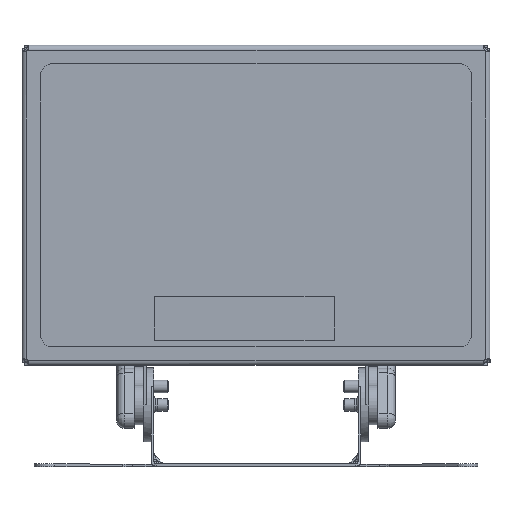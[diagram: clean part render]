
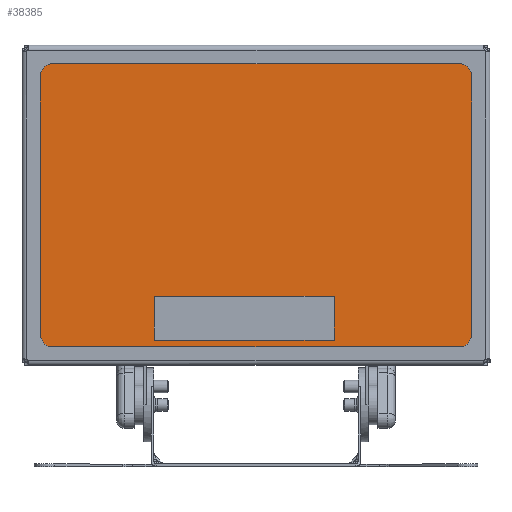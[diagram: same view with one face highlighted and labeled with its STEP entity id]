
A CAD part, top view. The second image highlights one B-rep face of the part: STEP entity #38385.
In plain terms, the highlighted planar face has unit normal (0, 0, 1).
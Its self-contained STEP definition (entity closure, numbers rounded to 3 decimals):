
#3136=LINE('',#62132,#6797);
#3137=LINE('',#62136,#6798);
#3138=LINE('',#62140,#6799);
#3139=LINE('',#62143,#6800);
#3140=LINE('',#62148,#6801);
#3141=LINE('',#62152,#6802);
#3142=LINE('',#62156,#6803);
#3143=LINE('',#62159,#6804);
#6797=VECTOR('',#47271,10.);
#6798=VECTOR('',#47274,10.);
#6799=VECTOR('',#47277,10.);
#6800=VECTOR('',#47280,10.);
#6801=VECTOR('',#47283,10.);
#6802=VECTOR('',#47286,10.);
#6803=VECTOR('',#47289,10.);
#6804=VECTOR('',#47292,10.);
#9324=FACE_BOUND('',#12681,.T.);
#10356=FACE_OUTER_BOUND('',#12680,.T.);
#12680=EDGE_LOOP('',(#28732,#28733,#28734,#28735,#28736,#28737,#28738,#28739));
#12681=EDGE_LOOP('',(#28740,#28741,#28742,#28743,#28744,#28745,#28746,#28747));
#14843=CIRCLE('',#41365,5.);
#14844=CIRCLE('',#41366,5.);
#14845=CIRCLE('',#41367,5.);
#14846=CIRCLE('',#41368,5.);
#14847=CIRCLE('',#41369,0.5);
#14848=CIRCLE('',#41370,0.5);
#14849=CIRCLE('',#41371,0.5);
#14850=CIRCLE('',#41372,0.5);
#16559=VERTEX_POINT('',#62128);
#16560=VERTEX_POINT('',#62129);
#16561=VERTEX_POINT('',#62131);
#16562=VERTEX_POINT('',#62133);
#16563=VERTEX_POINT('',#62135);
#16564=VERTEX_POINT('',#62137);
#16565=VERTEX_POINT('',#62139);
#16566=VERTEX_POINT('',#62141);
#16567=VERTEX_POINT('',#62144);
#16568=VERTEX_POINT('',#62145);
#16569=VERTEX_POINT('',#62147);
#16570=VERTEX_POINT('',#62149);
#16571=VERTEX_POINT('',#62151);
#16572=VERTEX_POINT('',#62153);
#16573=VERTEX_POINT('',#62155);
#16574=VERTEX_POINT('',#62157);
#20955=EDGE_CURVE('',#16559,#16560,#14843,.T.);
#20956=EDGE_CURVE('',#16561,#16559,#3136,.T.);
#20957=EDGE_CURVE('',#16562,#16561,#14844,.T.);
#20958=EDGE_CURVE('',#16563,#16562,#3137,.T.);
#20959=EDGE_CURVE('',#16564,#16563,#14845,.T.);
#20960=EDGE_CURVE('',#16565,#16564,#3138,.T.);
#20961=EDGE_CURVE('',#16566,#16565,#14846,.T.);
#20962=EDGE_CURVE('',#16560,#16566,#3139,.T.);
#20963=EDGE_CURVE('',#16567,#16568,#14847,.T.);
#20964=EDGE_CURVE('',#16568,#16569,#3140,.T.);
#20965=EDGE_CURVE('',#16569,#16570,#14848,.T.);
#20966=EDGE_CURVE('',#16570,#16571,#3141,.T.);
#20967=EDGE_CURVE('',#16571,#16572,#14849,.T.);
#20968=EDGE_CURVE('',#16572,#16573,#3142,.T.);
#20969=EDGE_CURVE('',#16573,#16574,#14850,.T.);
#20970=EDGE_CURVE('',#16574,#16567,#3143,.T.);
#28732=ORIENTED_EDGE('',*,*,#20955,.F.);
#28733=ORIENTED_EDGE('',*,*,#20956,.F.);
#28734=ORIENTED_EDGE('',*,*,#20957,.F.);
#28735=ORIENTED_EDGE('',*,*,#20958,.F.);
#28736=ORIENTED_EDGE('',*,*,#20959,.F.);
#28737=ORIENTED_EDGE('',*,*,#20960,.F.);
#28738=ORIENTED_EDGE('',*,*,#20961,.F.);
#28739=ORIENTED_EDGE('',*,*,#20962,.F.);
#28740=ORIENTED_EDGE('',*,*,#20963,.T.);
#28741=ORIENTED_EDGE('',*,*,#20964,.T.);
#28742=ORIENTED_EDGE('',*,*,#20965,.T.);
#28743=ORIENTED_EDGE('',*,*,#20966,.T.);
#28744=ORIENTED_EDGE('',*,*,#20967,.T.);
#28745=ORIENTED_EDGE('',*,*,#20968,.T.);
#28746=ORIENTED_EDGE('',*,*,#20969,.T.);
#28747=ORIENTED_EDGE('',*,*,#20970,.T.);
#35433=PLANE('',#41364);
#38385=ADVANCED_FACE('',(#10356,#9324),#35433,.T.);
#41364=AXIS2_PLACEMENT_3D('',#62127,#47267,#47268);
#41365=AXIS2_PLACEMENT_3D('',#62130,#47269,#47270);
#41366=AXIS2_PLACEMENT_3D('',#62134,#47272,#47273);
#41367=AXIS2_PLACEMENT_3D('',#62138,#47275,#47276);
#41368=AXIS2_PLACEMENT_3D('',#62142,#47278,#47279);
#41369=AXIS2_PLACEMENT_3D('',#62146,#47281,#47282);
#41370=AXIS2_PLACEMENT_3D('',#62150,#47284,#47285);
#41371=AXIS2_PLACEMENT_3D('',#62154,#47287,#47288);
#41372=AXIS2_PLACEMENT_3D('',#62158,#47290,#47291);
#47267=DIRECTION('center_axis',(0.,0.,
1.));
#47268=DIRECTION('ref_axis',(1.,0.,0.));
#47269=DIRECTION('center_axis',(0.,0.,
-1.));
#47270=DIRECTION('ref_axis',(0.707,0.707,0.));
#47271=DIRECTION('',(1.,0.,0.));
#47272=DIRECTION('center_axis',(0.,0.,
-1.));
#47273=DIRECTION('ref_axis',(-0.707,0.707,0.));
#47274=DIRECTION('',(0.,1.,0.));
#47275=DIRECTION('center_axis',(0.,0.,
-1.));
#47276=DIRECTION('ref_axis',(-0.707,-0.707,0.));
#47277=DIRECTION('',(-1.,0.,0.));
#47278=DIRECTION('center_axis',(0.,0.,
-1.));
#47279=DIRECTION('ref_axis',(0.707,-0.707,0.));
#47280=DIRECTION('',(0.,-1.,0.));
#47281=DIRECTION('center_axis',(0.,0.,
-1.));
#47282=DIRECTION('ref_axis',(-0.707,0.707,0.));
#47283=DIRECTION('',(1.,0.,0.));
#47284=DIRECTION('center_axis',(0.,0.,
-1.));
#47285=DIRECTION('ref_axis',(0.707,0.707,0.));
#47286=DIRECTION('',(0.,-1.,0.));
#47287=DIRECTION('center_axis',(0.,0.,
-1.));
#47288=DIRECTION('ref_axis',(0.707,-0.707,0.));
#47289=DIRECTION('',(-1.,0.,0.));
#47290=DIRECTION('center_axis',(0.,0.,
-1.));
#47291=DIRECTION('ref_axis',(-0.707,-0.707,0.));
#47292=DIRECTION('',(0.,1.,0.));
#62127=CARTESIAN_POINT('Origin',(0.,0.,
63.9));
#62128=CARTESIAN_POINT('',(82.5,57.5,63.9));
#62129=CARTESIAN_POINT('',(87.5,52.5,63.9));
#62130=CARTESIAN_POINT('Origin',(82.5,52.5,63.9));
#62131=CARTESIAN_POINT('',(-82.5,57.5,63.9));
#62132=CARTESIAN_POINT('',(87.5,57.5,63.9));
#62133=CARTESIAN_POINT('',(-87.5,52.5,63.9));
#62134=CARTESIAN_POINT('Origin',(-82.5,52.5,63.9));
#62135=CARTESIAN_POINT('',(-87.5,-52.5,63.9));
#62136=CARTESIAN_POINT('',(-87.5,57.5,63.9));
#62137=CARTESIAN_POINT('',(-82.5,-57.5,63.9));
#62138=CARTESIAN_POINT('Origin',(-82.5,-52.5,63.9));
#62139=CARTESIAN_POINT('',(82.5,-57.5,63.9));
#62140=CARTESIAN_POINT('',(-87.5,-57.5,63.9));
#62141=CARTESIAN_POINT('',(87.5,-52.5,63.9));
#62142=CARTESIAN_POINT('Origin',(82.5,-52.5,63.9));
#62143=CARTESIAN_POINT('',(87.5,-57.5,63.9));
#62144=CARTESIAN_POINT('',(-41.3,-37.4,63.9));
#62145=CARTESIAN_POINT('',(-40.8,-36.9,63.9));
#62146=CARTESIAN_POINT('Origin',(-40.8,-37.4,63.9));
#62147=CARTESIAN_POINT('',(31.3,-36.9,63.9));
#62148=CARTESIAN_POINT('',(15.9,-36.9,63.9));
#62149=CARTESIAN_POINT('',(31.8,-37.4,63.9));
#62150=CARTESIAN_POINT('Origin',(31.3,-37.4,63.9));
#62151=CARTESIAN_POINT('',(31.8,-54.4,63.9));
#62152=CARTESIAN_POINT('',(31.8,-27.45,63.9));
#62153=CARTESIAN_POINT('',(31.3,-54.9,63.9));
#62154=CARTESIAN_POINT('Origin',(31.3,-54.4,63.9));
#62155=CARTESIAN_POINT('',(-40.8,-54.9,63.9));
#62156=CARTESIAN_POINT('',(-20.65,-54.9,63.9));
#62157=CARTESIAN_POINT('',(-41.3,-54.4,63.9));
#62158=CARTESIAN_POINT('Origin',(-40.8,-54.4,63.9));
#62159=CARTESIAN_POINT('',(-41.3,-18.45,63.9));
